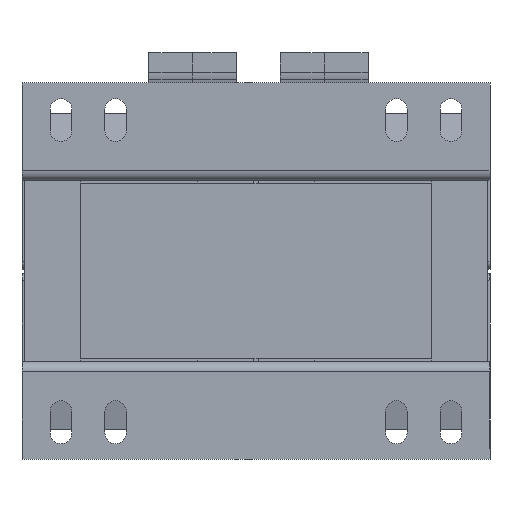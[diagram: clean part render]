
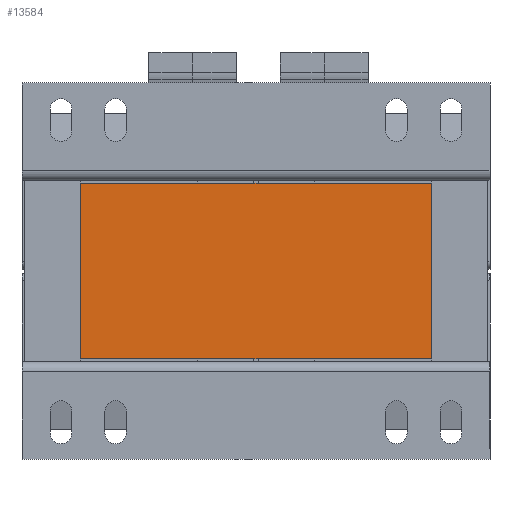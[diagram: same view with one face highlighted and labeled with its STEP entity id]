
A CAD part, front view. The second image highlights one B-rep face of the part: STEP entity #13584.
In plain terms, the highlighted planar face has unit normal (0, -1, 0).
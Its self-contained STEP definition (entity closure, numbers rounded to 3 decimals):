
#947 = LINE ( 'NONE', #1484, #1648 ) ;
#1184 = FACE_OUTER_BOUND ( 'NONE', #12516, .T. ) ;
#1435 = CARTESIAN_POINT ( 'NONE',  ( -90., -150., 45. ) ) ;
#1484 = CARTESIAN_POINT ( 'NONE',  ( 90., -150., 45. ) ) ;
#1648 = VECTOR ( 'NONE', #17554, 1000. ) ;
#2183 = CARTESIAN_POINT ( 'NONE',  ( 90., -150., 45. ) ) ;
#2747 = VECTOR ( 'NONE', #11290, 1000. ) ;
#2810 = CARTESIAN_POINT ( 'NONE',  ( 90., -150., -45. ) ) ;
#2992 = VECTOR ( 'NONE', #14167, 1000. ) ;
#3829 = EDGE_CURVE ( 'NONE', #4327, #9710, #5960, .T. ) ;
#4327 = VERTEX_POINT ( 'NONE', #5689 ) ;
#4369 = CARTESIAN_POINT ( 'NONE',  ( 90., -150., 45. ) ) ;
#5689 = CARTESIAN_POINT ( 'NONE',  ( -90., -150., 45. ) ) ;
#5960 = LINE ( 'NONE', #1435, #9131 ) ;
#7543 = ORIENTED_EDGE ( 'NONE', *, *, #14799, .F. ) ;
#7971 = ORIENTED_EDGE ( 'NONE', *, *, #13550, .F. ) ;
#8270 = AXIS2_PLACEMENT_3D ( 'NONE', #4369, #14546, #16262 ) ;
#8437 = DIRECTION ( 'NONE',  ( 0., 0., -1. ) ) ;
#9131 = VECTOR ( 'NONE', #8437, 1000. ) ;
#9151 = CARTESIAN_POINT ( 'NONE',  ( -90., -150., -45. ) ) ;
#9710 = VERTEX_POINT ( 'NONE', #9151 ) ;
#10510 = ORIENTED_EDGE ( 'NONE', *, *, #14822, .T. ) ;
#10955 = LINE ( 'NONE', #2810, #2747 ) ;
#11172 = CARTESIAN_POINT ( 'NONE',  ( 90., -150., 45. ) ) ;
#11290 = DIRECTION ( 'NONE',  ( 1., 0., 0. ) ) ;
#11588 = CARTESIAN_POINT ( 'NONE',  ( 90., -150., -45. ) ) ;
#12516 = EDGE_LOOP ( 'NONE', ( #10510, #7971, #7543, #14606 ) ) ;
#13206 = VERTEX_POINT ( 'NONE', #2183 ) ;
#13550 = EDGE_CURVE ( 'NONE', #13206, #15371, #947, .T. ) ;
#13584 = ADVANCED_FACE ( 'NONE', ( #1184 ), #14610, .F. ) ;
#14167 = DIRECTION ( 'NONE',  ( 1., 0., 0. ) ) ;
#14546 = DIRECTION ( 'NONE',  ( 0., 1., 0. ) ) ;
#14606 = ORIENTED_EDGE ( 'NONE', *, *, #3829, .T. ) ;
#14610 = PLANE ( 'NONE',  #8270 ) ;
#14799 = EDGE_CURVE ( 'NONE', #4327, #13206, #17351, .T. ) ;
#14822 = EDGE_CURVE ( 'NONE', #9710, #15371, #10955, .T. ) ;
#15371 = VERTEX_POINT ( 'NONE', #11588 ) ;
#16262 = DIRECTION ( 'NONE',  ( 0., 0., 1. ) ) ;
#17351 = LINE ( 'NONE', #11172, #2992 ) ;
#17554 = DIRECTION ( 'NONE',  ( 0., 0., -1. ) ) ;
